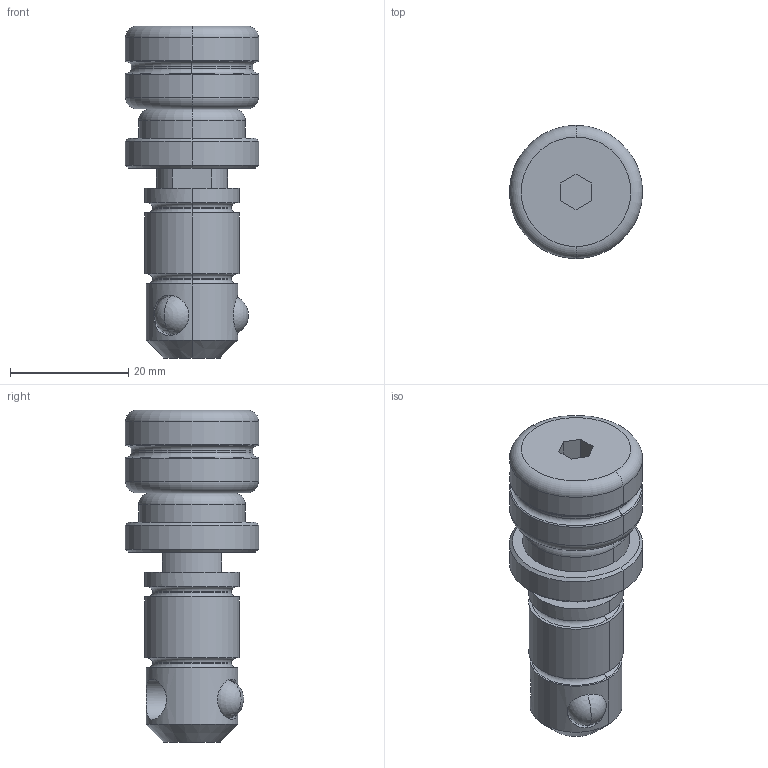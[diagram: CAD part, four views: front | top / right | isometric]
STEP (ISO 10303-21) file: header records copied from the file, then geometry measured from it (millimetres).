
FILE_DESCRIPTION(('STEP AP214'),'1');
FILE_NAME('160532.STP','2011-09-09T11:19:26',(' '),(' '),'Spatial InterOp 3D',' ',' ');
FILE_SCHEMA(('automotive_design'));
Length unit declared in the file: millimetre
Products named in the file (6): Zylinder; Kugel
Bounding box: 22.5 x 22.5 x 56.08 mm (x, y, z)
Volume: 13267.6 mm3; surface area: 7835.6 mm2
Topology: 6 solids, 6 shells, 151 faces, 343 edges, 206 vertices
Faces by surface type: cylinder 52, torus 42, plane 39, cone 12, sphere 6
Entity records: 5943 total; most frequent: CARTESIAN_POINT 1110, DIRECTION 828, ORIENTED_EDGE 666, AXIS2_PLACEMENT_3D 360, EDGE_CURVE 333, VERTEX_POINT 206, CIRCLE 203, EDGE_LOOP 173
